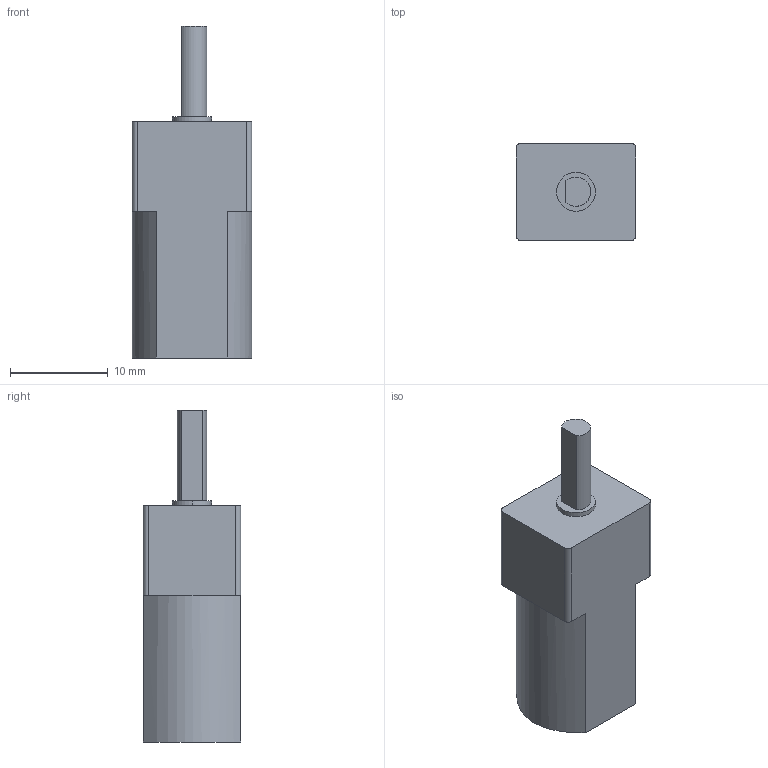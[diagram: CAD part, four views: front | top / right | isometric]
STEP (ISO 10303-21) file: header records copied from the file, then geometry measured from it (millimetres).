
FILE_DESCRIPTION (( 'STEP AP203' ), '1' );
FILE_NAME ('n20_1000rpm_gear_motor_OFD.STEP', '2022-08-08T13:44:11', ( '' ), ( '' ), 'SwSTEP 2.0', 'SolidWorks 2020', '' );
FILE_SCHEMA (( 'CONFIG_CONTROL_DESIGN' ));
Length unit declared in the file: millimetre
Products named in the file (1): n20_1000rpm_gear_motor_OFD
Bounding box: 12.25 x 10 x 34.05 mm (x, y, z)
Volume: 2786.6 mm3; surface area: 1302.3 mm2
Topology: 1 solids, 1 shells, 22 faces, 52 edges, 34 vertices
Faces by surface type: plane 13, cylinder 7, bspline 2
Entity records: 715 total; most frequent: CARTESIAN_POINT 131, ORIENTED_EDGE 104, DIRECTION 102, EDGE_CURVE 52, AXIS2_PLACEMENT_3D 35, VERTEX_POINT 34, LINE 32, VECTOR 32
